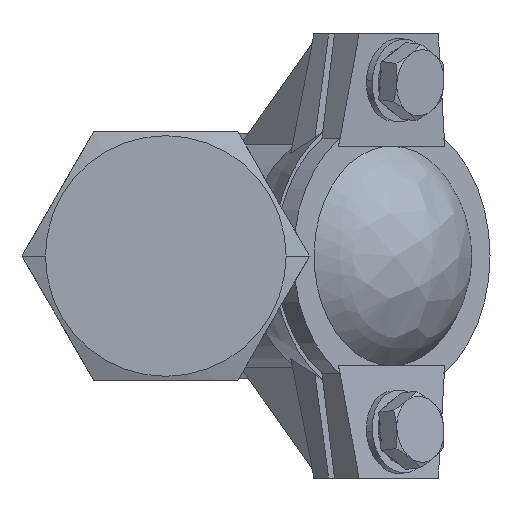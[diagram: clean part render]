
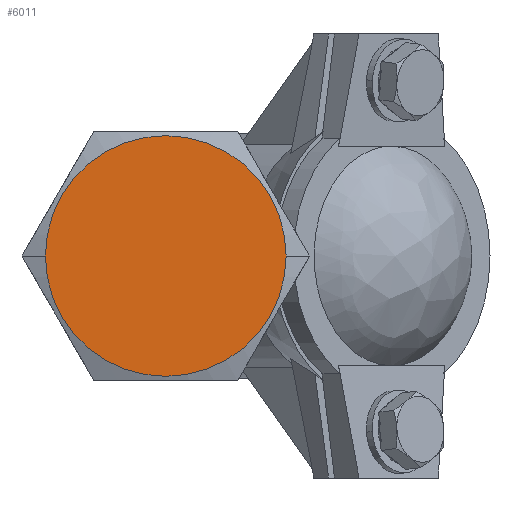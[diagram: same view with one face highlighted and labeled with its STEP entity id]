
A CAD part, left-side view. The second image highlights one B-rep face of the part: STEP entity #6011.
In plain terms, the highlighted planar face has unit normal (-1, 0, 0).
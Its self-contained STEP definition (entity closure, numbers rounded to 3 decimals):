
#129 = DIRECTION ( 'NONE',  ( 0., -1., 0. ) ) ;
#130 = DIRECTION ( 'NONE',  ( -1., 0., 0. ) ) ;
#173 = PLANE ( 'NONE',  #6092 ) ;
#177 = CARTESIAN_POINT ( 'NONE',  ( -97., 0., 0. ) ) ;
#456 = ORIENTED_EDGE ( 'NONE', *, *, #7839, .F. ) ;
#834 = VERTEX_POINT ( 'NONE', #5773 ) ;
#1018 = VERTEX_POINT ( 'NONE', #5688 ) ;
#1073 = ORIENTED_EDGE ( 'NONE', *, *, #7907, .F. ) ;
#1499 = EDGE_LOOP ( 'NONE', ( #1073, #456 ) ) ;
#1974 = CIRCLE ( 'NONE', #6885, 29. ) ;
#2058 = CIRCLE ( 'NONE', #6829, 29. ) ;
#5688 = CARTESIAN_POINT ( 'NONE',  ( -97., -29., 0. ) ) ;
#5773 = CARTESIAN_POINT ( 'NONE',  ( -97., 29., 0. ) ) ;
#6011 = ADVANCED_FACE ( 'NONE', ( #8486 ), #173, .T. ) ;
#6092 = AXIS2_PLACEMENT_3D ( 'NONE', #177, #130, #129 ) ;
#6829 = AXIS2_PLACEMENT_3D ( 'NONE', #7061, #7060, #7059 ) ;
#6885 = AXIS2_PLACEMENT_3D ( 'NONE', #7202, #7093, #7114 ) ;
#7059 = DIRECTION ( 'NONE',  ( 0., 1., 0. ) ) ;
#7060 = DIRECTION ( 'NONE',  ( 1., 0., 0. ) ) ;
#7061 = CARTESIAN_POINT ( 'NONE',  ( -97., 0., 0. ) ) ;
#7093 = DIRECTION ( 'NONE',  ( 1., 0., 0. ) ) ;
#7114 = DIRECTION ( 'NONE',  ( 0., 1., 0. ) ) ;
#7202 = CARTESIAN_POINT ( 'NONE',  ( -97., 0., 0. ) ) ;
#7839 = EDGE_CURVE ( 'NONE', #1018, #834, #2058, .T. ) ;
#7907 = EDGE_CURVE ( 'NONE', #834, #1018, #1974, .T. ) ;
#8486 = FACE_OUTER_BOUND ( 'NONE', #1499, .T. ) ;
